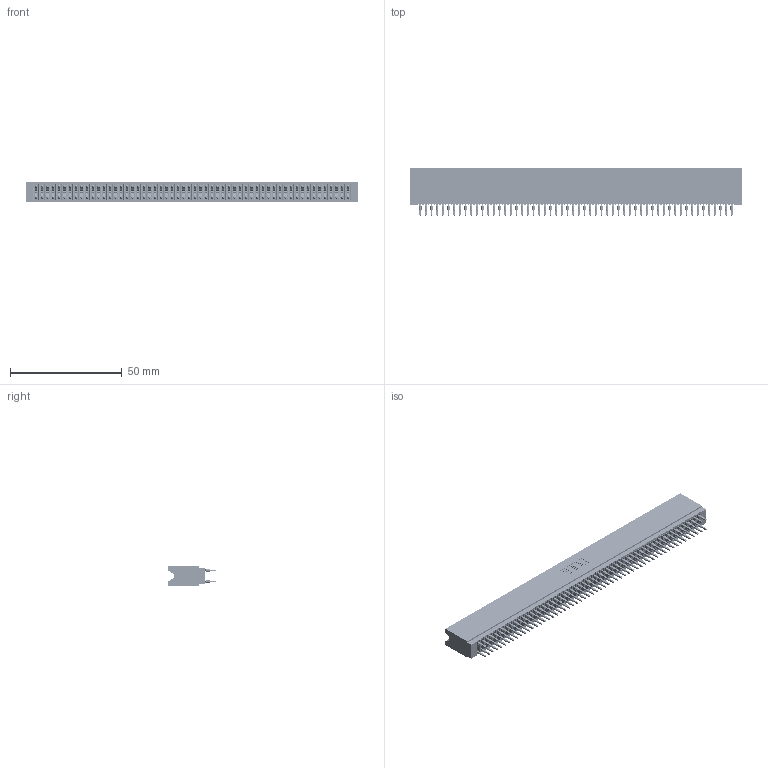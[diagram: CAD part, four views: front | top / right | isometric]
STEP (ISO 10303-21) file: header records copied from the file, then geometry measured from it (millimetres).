
FILE_DESCRIPTION (( 'STEP AP203' ), '1' );
FILE_NAME ('745-112-520-206.STEP', '2026-02-27T00:28:21', ( '' ), ( '' ), 'SwSTEP 2.0', 'SolidWorks 2023', '' );
FILE_SCHEMA (( 'CONFIG_CONTROL_DESIGN' ));
Length unit declared in the file: millimetre
Products named in the file (3): 745-292-001_520; 745 Part_Insulator Option - 06; 745-112-520-206
Assembly tree (113 placements, depth 2):
  745-112-520-206
    745 Part_Insulator Option - 06
    745-292-001_520  x112
Bounding box: 148.84 x 21.22 x 8.89 mm (x, y, z)
Volume: 13203.7 mm3; surface area: 26676.1 mm2
Topology: 113 solids, 113 shells, 10120 faces, 27196 edges, 17084 vertices
Faces by surface type: plane 5208, bspline 2240, cylinder 2000, torus 672
Entity records: 92386 total; most frequent: CARTESIAN_POINT 16522, ORIENTED_EDGE 15986, DIRECTION 13953, EDGE_CURVE 7993, LINE 7475, VECTOR 7475, VERTEX_POINT 5096, AXIS2_PLACEMENT_3D 3239
